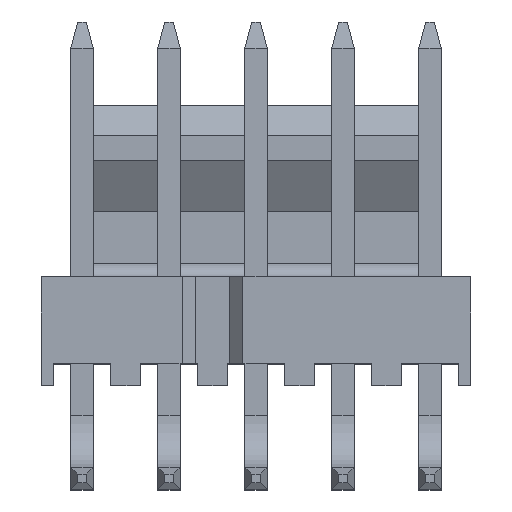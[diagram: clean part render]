
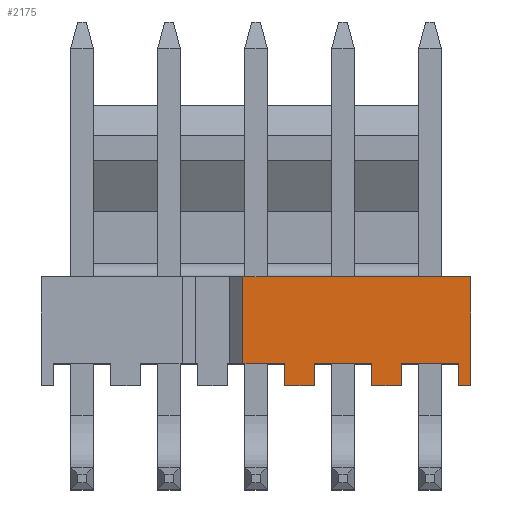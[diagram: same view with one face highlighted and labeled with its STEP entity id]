
A CAD part, top view. The second image highlights one B-rep face of the part: STEP entity #2175.
In plain terms, the highlighted planar face has unit normal (0, 0, 1).
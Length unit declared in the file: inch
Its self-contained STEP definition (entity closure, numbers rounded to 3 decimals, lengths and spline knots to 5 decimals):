
#61=DIRECTION('',(0.,-1.,0.));
#62=VECTOR('',#61,0.1);
#63=CARTESIAN_POINT('',(-0.015,0.0625,0.125));
#64=LINE('',#63,#62);
#65=DIRECTION('',(1.,0.,0.));
#66=VECTOR('',#65,0.262);
#67=CARTESIAN_POINT('',(-0.015,0.0625,0.125));
#68=LINE('',#67,#66);
#69=DIRECTION('',(0.,1.,0.));
#70=VECTOR('',#69,0.025);
#71=CARTESIAN_POINT('',(0.233,-0.0625,0.125));
#72=LINE('',#71,#70);
#73=DIRECTION('',(1.,0.,0.));
#74=VECTOR('',#73,0.066);
#75=CARTESIAN_POINT('',(0.167,-0.0375,0.125));
#76=LINE('',#75,#74);
#77=DIRECTION('',(0.,1.,0.));
#78=VECTOR('',#77,0.025);
#79=CARTESIAN_POINT('',(0.167,-0.0625,0.125));
#80=LINE('',#79,#78);
#81=DIRECTION('',(0.,1.,0.));
#82=VECTOR('',#81,0.025);
#83=CARTESIAN_POINT('',(0.133,-0.0625,0.125));
#84=LINE('',#83,#82);
#85=DIRECTION('',(1.,0.,0.));
#86=VECTOR('',#85,0.066);
#87=CARTESIAN_POINT('',(0.067,-0.0375,0.125));
#88=LINE('',#87,#86);
#89=DIRECTION('',(0.,1.,0.));
#90=VECTOR('',#89,0.025);
#91=CARTESIAN_POINT('',(0.067,-0.0625,0.125));
#92=LINE('',#91,#90);
#93=DIRECTION('',(0.,1.,0.));
#94=VECTOR('',#93,0.025);
#95=CARTESIAN_POINT('',(0.033,-0.0625,0.125));
#96=LINE('',#95,#94);
#97=DIRECTION('',(1.,0.,0.));
#98=VECTOR('',#97,0.048);
#99=CARTESIAN_POINT('',(-0.015,-0.0375,0.125));
#100=LINE('',#99,#98);
#363=DIRECTION('',(1.,0.,0.));
#364=VECTOR('',#363,0.034);
#365=CARTESIAN_POINT('',(0.033,-0.0625,0.125));
#366=LINE('',#365,#364);
#375=DIRECTION('',(1.,0.,0.));
#376=VECTOR('',#375,0.034);
#377=CARTESIAN_POINT('',(0.133,-0.0625,0.125));
#378=LINE('',#377,#376);
#383=DIRECTION('',(1.,0.,0.));
#384=VECTOR('',#383,0.014);
#385=CARTESIAN_POINT('',(0.233,-0.0625,0.125));
#386=LINE('',#385,#384);
#687=DIRECTION('',(0.,-1.,0.));
#688=VECTOR('',#687,0.125);
#689=CARTESIAN_POINT('',(0.247,0.0625,0.125));
#690=LINE('',#689,#688);
#1599=CARTESIAN_POINT('',(0.247,0.0625,0.125));
#1600=CARTESIAN_POINT('',(0.247,-0.0625,0.125));
#1601=VERTEX_POINT('',#1599);
#1602=VERTEX_POINT('',#1600);
#1755=CARTESIAN_POINT('',(0.033,-0.0625,0.125));
#1756=CARTESIAN_POINT('',(0.033,-0.0375,0.125));
#1757=VERTEX_POINT('',#1755);
#1758=VERTEX_POINT('',#1756);
#1767=CARTESIAN_POINT('',(0.067,-0.0375,0.125));
#1768=CARTESIAN_POINT('',(0.133,-0.0375,0.125));
#1769=VERTEX_POINT('',#1767);
#1770=VERTEX_POINT('',#1768);
#1771=CARTESIAN_POINT('',(0.067,-0.0625,0.125));
#1772=VERTEX_POINT('',#1771);
#1773=CARTESIAN_POINT('',(0.133,-0.0625,0.125));
#1774=VERTEX_POINT('',#1773);
#1783=CARTESIAN_POINT('',(0.167,-0.0375,0.125));
#1784=CARTESIAN_POINT('',(0.233,-0.0375,0.125));
#1785=VERTEX_POINT('',#1783);
#1786=VERTEX_POINT('',#1784);
#1787=CARTESIAN_POINT('',(0.167,-0.0625,0.125));
#1788=VERTEX_POINT('',#1787);
#1789=CARTESIAN_POINT('',(0.233,-0.0625,0.125));
#1790=VERTEX_POINT('',#1789);
#2067=CARTESIAN_POINT('',(-0.015,0.0625,0.125));
#2068=CARTESIAN_POINT('',(-0.015,-0.0375,0.125));
#2069=VERTEX_POINT('',#2067);
#2070=VERTEX_POINT('',#2068);
#2140=CARTESIAN_POINT('',(-0.247,0.0625,0.125));
#2141=DIRECTION('',(0.,0.,1.));
#2142=DIRECTION('',(0.,-1.,0.));
#2143=AXIS2_PLACEMENT_3D('',#2140,#2141,#2142);
#2144=PLANE('',#2143);
#2146=ORIENTED_EDGE('',*,*,#2145,.F.);
#2148=ORIENTED_EDGE('',*,*,#2147,.T.);
#2150=ORIENTED_EDGE('',*,*,#2149,.T.);
#2152=ORIENTED_EDGE('',*,*,#2151,.F.);
#2154=ORIENTED_EDGE('',*,*,#2153,.T.);
#2156=ORIENTED_EDGE('',*,*,#2155,.F.);
#2158=ORIENTED_EDGE('',*,*,#2157,.F.);
#2160=ORIENTED_EDGE('',*,*,#2159,.F.);
#2162=ORIENTED_EDGE('',*,*,#2161,.T.);
#2164=ORIENTED_EDGE('',*,*,#2163,.F.);
#2166=ORIENTED_EDGE('',*,*,#2165,.F.);
#2168=ORIENTED_EDGE('',*,*,#2167,.F.);
#2170=ORIENTED_EDGE('',*,*,#2169,.T.);
#2172=ORIENTED_EDGE('',*,*,#2171,.F.);
#2173=EDGE_LOOP('',(#2146,#2148,#2150,#2152,#2154,#2156,#2158,#2160,#2162,#2164,
#2166,#2168,#2170,#2172));
#2174=FACE_OUTER_BOUND('',#2173,.F.);
#2175=ADVANCED_FACE('',(#2174),#2144,.T.);
#2145=EDGE_CURVE('',#2069,#2070,#64,.T.);
#2147=EDGE_CURVE('',#2069,#1601,#68,.T.);
#2149=EDGE_CURVE('',#1601,#1602,#690,.T.);
#2151=EDGE_CURVE('',#1790,#1602,#386,.T.);
#2153=EDGE_CURVE('',#1790,#1786,#72,.T.);
#2155=EDGE_CURVE('',#1785,#1786,#76,.T.);
#2157=EDGE_CURVE('',#1788,#1785,#80,.T.);
#2159=EDGE_CURVE('',#1774,#1788,#378,.T.);
#2161=EDGE_CURVE('',#1774,#1770,#84,.T.);
#2163=EDGE_CURVE('',#1769,#1770,#88,.T.);
#2165=EDGE_CURVE('',#1772,#1769,#92,.T.);
#2167=EDGE_CURVE('',#1757,#1772,#366,.T.);
#2169=EDGE_CURVE('',#1757,#1758,#96,.T.);
#2171=EDGE_CURVE('',#2070,#1758,#100,.T.);
